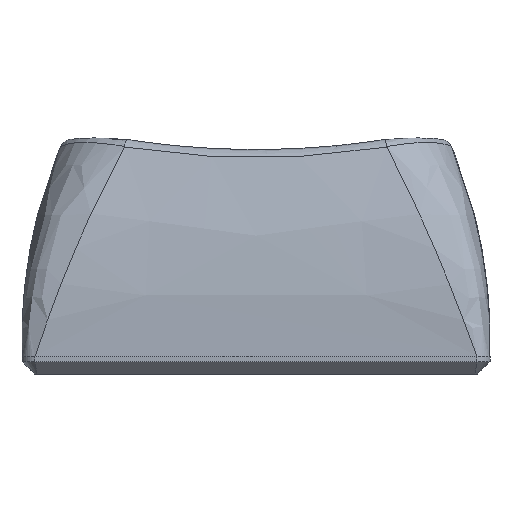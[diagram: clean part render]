
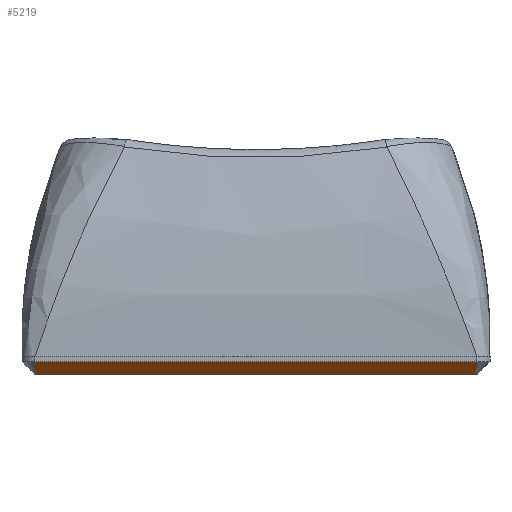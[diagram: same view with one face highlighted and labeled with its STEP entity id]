
A CAD part, front view. The second image highlights one B-rep face of the part: STEP entity #5219.
In plain terms, the highlighted planar face has unit normal (0, -0.707, -0.707).
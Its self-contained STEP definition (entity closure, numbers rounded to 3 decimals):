
#720 = PLANE('',#721);
#721 = AXIS2_PLACEMENT_3D('',#722,#723,#724);
#722 = CARTESIAN_POINT('',(-8.5,-9.,0.672));
#723 = DIRECTION('',(0.,-1.,0.));
#724 = DIRECTION('',(1.,0.,0.));
#1973 = VERTEX_POINT('',#1974);
#1974 = CARTESIAN_POINT('',(-8.5,-9.,0.48));
#2000 = EDGE_CURVE('',#1973,#2001,#2003,.T.);
#2001 = VERTEX_POINT('',#2002);
#2002 = CARTESIAN_POINT('',(8.5,-9.,0.48));
#2003 = SURFACE_CURVE('',#2004,(#2008,#2015),.PCURVE_S1.);
#2004 = LINE('',#2005,#2006);
#2005 = CARTESIAN_POINT('',(-8.5,-9.,0.48));
#2006 = VECTOR('',#2007,1.);
#2007 = DIRECTION('',(1.,0.,0.));
#2008 = PCURVE('',#720,#2009);
#2009 = DEFINITIONAL_REPRESENTATION('',(#2010),#2014);
#2010 = LINE('',#2011,#2012);
#2011 = CARTESIAN_POINT('',(0.,-0.192));
#2012 = VECTOR('',#2013,1.);
#2013 = DIRECTION('',(1.,0.));
#2014 = ( GEOMETRIC_REPRESENTATION_CONTEXT(2) 
PARAMETRIC_REPRESENTATION_CONTEXT() REPRESENTATION_CONTEXT('2D SPACE',''
  ) );
#2015 = PCURVE('',#2016,#2021);
#2016 = PLANE('',#2017);
#2017 = AXIS2_PLACEMENT_3D('',#2018,#2019,#2020);
#2018 = CARTESIAN_POINT('',(-8.5,-8.76,0.24));
#2019 = DIRECTION('',(0.,0.707,0.707)
  );
#2020 = DIRECTION('',(1.,0.,0.));
#2021 = DEFINITIONAL_REPRESENTATION('',(#2022),#2026);
#2022 = LINE('',#2023,#2024);
#2023 = CARTESIAN_POINT('',(0.,-0.339));
#2024 = VECTOR('',#2025,1.);
#2025 = DIRECTION('',(1.,0.));
#2026 = ( GEOMETRIC_REPRESENTATION_CONTEXT(2) 
PARAMETRIC_REPRESENTATION_CONTEXT() REPRESENTATION_CONTEXT('2D SPACE',''
  ) );
#3188 = CONICAL_SURFACE('',#3189,0.7,0.785);
#3189 = AXIS2_PLACEMENT_3D('',#3190,#3191,#3192);
#3190 = CARTESIAN_POINT('',(8.323,-8.323,0.48));
#3191 = DIRECTION('',(-0.,-0.,1.));
#3192 = DIRECTION('',(0.967,-0.253,0.));
#5219 = ADVANCED_FACE('',(#5220),#2016,.F.);
#5220 = FACE_BOUND('',#5221,.F.);
#5221 = EDGE_LOOP('',(#5222,#5257,#5258,#5288));
#5222 = ORIENTED_EDGE('',*,*,#5223,.F.);
#5223 = EDGE_CURVE('',#1973,#5224,#5226,.T.);
#5224 = VERTEX_POINT('',#5225);
#5225 = CARTESIAN_POINT('',(-8.42,-8.52,0.));
#5226 = SURFACE_CURVE('',#5227,(#5232,#5239),.PCURVE_S1.);
#5227 = PARABOLA('',#5228,0.008);
#5228 = AXIS2_PLACEMENT_3D('',#5229,#5230,#5231);
#5229 = CARTESIAN_POINT('',(-8.323,-8.311,
    -0.209));
#5230 = DIRECTION('',(0.,0.707,0.707)
  );
#5231 = DIRECTION('',(0.,-0.707,0.707)
  );
#5232 = PCURVE('',#2016,#5233);
#5233 = DEFINITIONAL_REPRESENTATION('',(#5234),#5238);
#5234 = B_SPLINE_CURVE_WITH_KNOTS('',2,(#5235,#5236,#5237),
  .UNSPECIFIED.,.F.,.F.,(3,3),(-0.177,-0.098),
  .PIECEWISE_BEZIER_KNOTS.);
#5235 = CARTESIAN_POINT('',(0.,-0.339));
#5236 = CARTESIAN_POINT('',(0.04,0.098));
#5237 = CARTESIAN_POINT('',(0.08,0.339));
#5238 = ( GEOMETRIC_REPRESENTATION_CONTEXT(2) 
PARAMETRIC_REPRESENTATION_CONTEXT() REPRESENTATION_CONTEXT('2D SPACE',''
  ) );
#5239 = PCURVE('',#5240,#5245);
#5240 = CONICAL_SURFACE('',#5241,0.7,0.785);
#5241 = AXIS2_PLACEMENT_3D('',#5242,#5243,#5244);
#5242 = CARTESIAN_POINT('',(-8.323,-8.323,0.48));
#5243 = DIRECTION('',(-0.,-0.,1.));
#5244 = DIRECTION('',(-0.253,-0.967,-0.));
#5245 = DEFINITIONAL_REPRESENTATION('',(#5246),#5256);
#5246 = B_SPLINE_CURVE_WITH_KNOTS('',8,(#5247,#5248,#5249,#5250,#5251,
    #5252,#5253,#5254,#5255),.UNSPECIFIED.,.F.,.F.,(9,9),(
    -0.177,-0.098),.PIECEWISE_BEZIER_KNOTS.);
#5247 = CARTESIAN_POINT('',(0.,0.));
#5248 = CARTESIAN_POINT('',(-0.014,-0.077));
#5249 = CARTESIAN_POINT('',(-0.03,-0.15));
#5250 = CARTESIAN_POINT('',(-0.048,-0.217));
#5251 = CARTESIAN_POINT('',(-0.069,-0.28));
#5252 = CARTESIAN_POINT('',(-0.094,-0.337));
#5253 = CARTESIAN_POINT('',(-0.123,-0.39));
#5254 = CARTESIAN_POINT('',(-0.158,-0.437));
#5255 = CARTESIAN_POINT('',(-0.203,-0.48));
#5256 = ( GEOMETRIC_REPRESENTATION_CONTEXT(2) 
PARAMETRIC_REPRESENTATION_CONTEXT() REPRESENTATION_CONTEXT('2D SPACE',''
  ) );
#5257 = ORIENTED_EDGE('',*,*,#2000,.T.);
#5258 = ORIENTED_EDGE('',*,*,#5259,.T.);
#5259 = EDGE_CURVE('',#2001,#5260,#5262,.T.);
#5260 = VERTEX_POINT('',#5261);
#5261 = CARTESIAN_POINT('',(8.42,-8.52,0.));
#5262 = SURFACE_CURVE('',#5263,(#5268,#5275),.PCURVE_S1.);
#5263 = PARABOLA('',#5264,0.008);
#5264 = AXIS2_PLACEMENT_3D('',#5265,#5266,#5267);
#5265 = CARTESIAN_POINT('',(8.323,-8.311,
    -0.209));
#5266 = DIRECTION('',(0.,-0.707,-0.707
    ));
#5267 = DIRECTION('',(0.,-0.707,0.707)
  );
#5268 = PCURVE('',#2016,#5269);
#5269 = DEFINITIONAL_REPRESENTATION('',(#5270),#5274);
#5270 = B_SPLINE_CURVE_WITH_KNOTS('',2,(#5271,#5272,#5273),
  .UNSPECIFIED.,.F.,.F.,(3,3),(-0.177,-0.098),
  .PIECEWISE_BEZIER_KNOTS.);
#5271 = CARTESIAN_POINT('',(17.,-0.339));
#5272 = CARTESIAN_POINT('',(16.96,0.098));
#5273 = CARTESIAN_POINT('',(16.92,0.339));
#5274 = ( GEOMETRIC_REPRESENTATION_CONTEXT(2) 
PARAMETRIC_REPRESENTATION_CONTEXT() REPRESENTATION_CONTEXT('2D SPACE',''
  ) );
#5275 = PCURVE('',#3188,#5276);
#5276 = DEFINITIONAL_REPRESENTATION('',(#5277),#5287);
#5277 = B_SPLINE_CURVE_WITH_KNOTS('',8,(#5278,#5279,#5280,#5281,#5282,
    #5283,#5284,#5285,#5286),.UNSPECIFIED.,.F.,.F.,(9,9),(
    -0.177,-0.098),.PIECEWISE_BEZIER_KNOTS.);
#5278 = CARTESIAN_POINT('',(-1.059,0.));
#5279 = CARTESIAN_POINT('',(-1.045,-0.077));
#5280 = CARTESIAN_POINT('',(-1.029,-0.15));
#5281 = CARTESIAN_POINT('',(-1.01,-0.217));
#5282 = CARTESIAN_POINT('',(-0.99,-0.28));
#5283 = CARTESIAN_POINT('',(-0.965,-0.337));
#5284 = CARTESIAN_POINT('',(-0.936,-0.39));
#5285 = CARTESIAN_POINT('',(-0.901,-0.437));
#5286 = CARTESIAN_POINT('',(-0.856,-0.48));
#5287 = ( GEOMETRIC_REPRESENTATION_CONTEXT(2) 
PARAMETRIC_REPRESENTATION_CONTEXT() REPRESENTATION_CONTEXT('2D SPACE',''
  ) );
#5288 = ORIENTED_EDGE('',*,*,#5289,.F.);
#5289 = EDGE_CURVE('',#5224,#5260,#5290,.T.);
#5290 = SURFACE_CURVE('',#5291,(#5295,#5302),.PCURVE_S1.);
#5291 = LINE('',#5292,#5293);
#5292 = CARTESIAN_POINT('',(-8.5,-8.52,0.));
#5293 = VECTOR('',#5294,1.);
#5294 = DIRECTION('',(1.,0.,0.));
#5295 = PCURVE('',#2016,#5296);
#5296 = DEFINITIONAL_REPRESENTATION('',(#5297),#5301);
#5297 = LINE('',#5298,#5299);
#5298 = CARTESIAN_POINT('',(0.,0.339));
#5299 = VECTOR('',#5300,1.);
#5300 = DIRECTION('',(1.,0.));
#5301 = ( GEOMETRIC_REPRESENTATION_CONTEXT(2) 
PARAMETRIC_REPRESENTATION_CONTEXT() REPRESENTATION_CONTEXT('2D SPACE',''
  ) );
#5302 = PCURVE('',#5303,#5308);
#5303 = PLANE('',#5304);
#5304 = AXIS2_PLACEMENT_3D('',#5305,#5306,#5307);
#5305 = CARTESIAN_POINT('',(8.5,9.,0.));
#5306 = DIRECTION('',(0.,0.,-1.));
#5307 = DIRECTION('',(-1.,0.,0.));
#5308 = DEFINITIONAL_REPRESENTATION('',(#5309),#5313);
#5309 = LINE('',#5310,#5311);
#5310 = CARTESIAN_POINT('',(17.,-17.52));
#5311 = VECTOR('',#5312,1.);
#5312 = DIRECTION('',(-1.,0.));
#5313 = ( GEOMETRIC_REPRESENTATION_CONTEXT(2) 
PARAMETRIC_REPRESENTATION_CONTEXT() REPRESENTATION_CONTEXT('2D SPACE',''
  ) );
